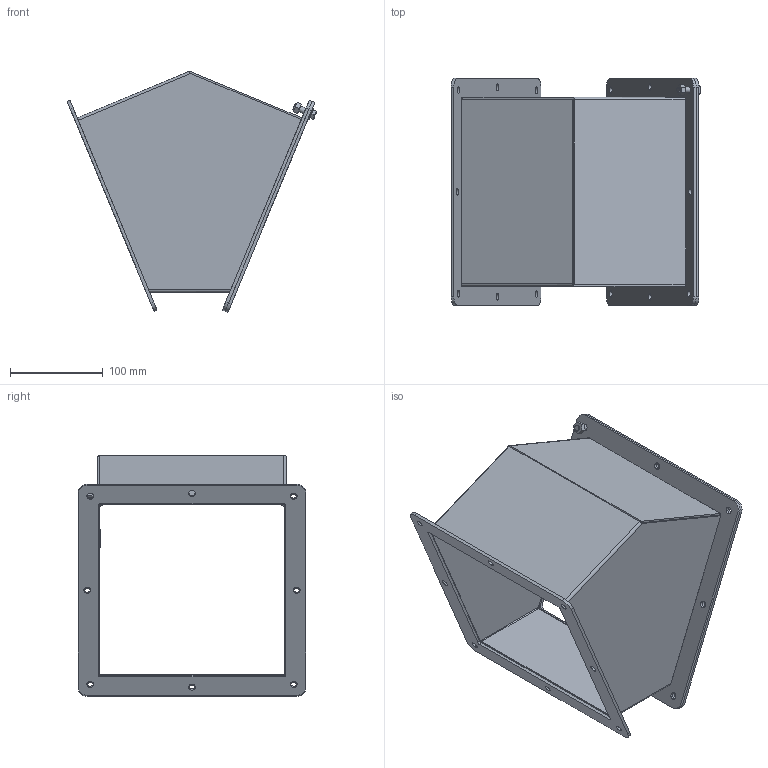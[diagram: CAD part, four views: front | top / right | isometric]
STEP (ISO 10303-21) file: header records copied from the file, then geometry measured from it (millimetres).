
FILE_DESCRIPTION (( 'STEP AP203' ), '1' );
FILE_NAME ('1487E4PSS.step', '2020-11-17T21:15:25', ( 'ADC123' ), ( 'Microsoft' ), 'SwSTEP 2.0', 'SolidWorks 2019', '' );
FILE_SCHEMA (( 'CONFIG_CONTROL_DESIGN' ));
Length unit declared in the file: inch
Products named in the file (1): 1487E4PSS
Bounding box: 268.56 x 244.47 x 259.02 mm (x, y, z)
Volume: 444431 mm3; surface area: 433672.7 mm2
Topology: 8 solids, 8 shells, 278 faces, 723 edges, 477 vertices
Faces by surface type: plane 165, cylinder 82, bspline 31
Full cylindrical faces by diameter (mm): 4.976 x1, 6.35 x1, 6.553 x1, 7.137 x24, 12.7 x1
Entity records: 12766 total; most frequent: CARTESIAN_POINT 6045, ORIENTED_EDGE 1382, DIRECTION 1239, EDGE_CURVE 691, VERTEX_POINT 476, VECTOR 447, LINE 447, AXIS2_PLACEMENT_3D 396
